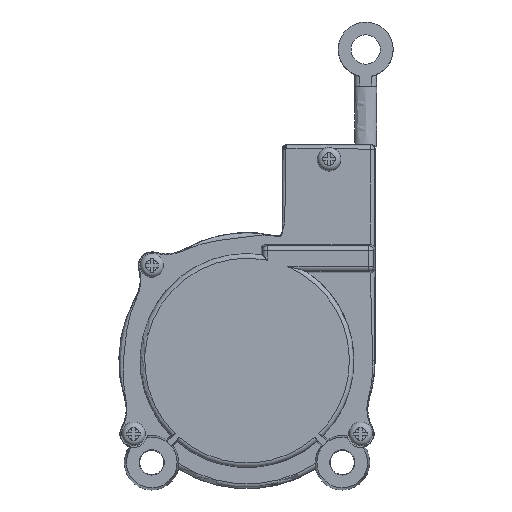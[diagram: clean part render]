
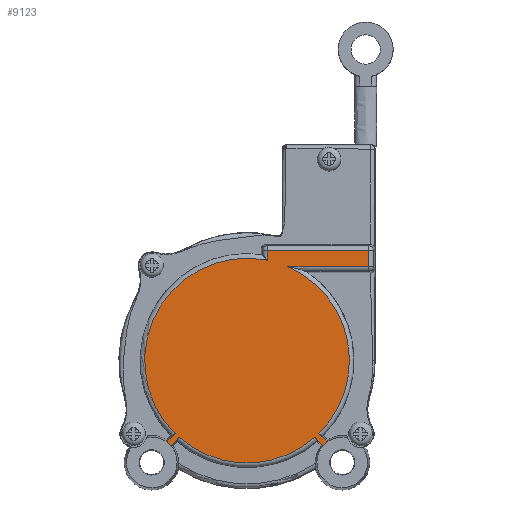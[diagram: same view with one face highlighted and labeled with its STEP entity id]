
A CAD part, top view. The second image highlights one B-rep face of the part: STEP entity #9123.
In plain terms, the highlighted planar face has unit normal (0, 0, 1).
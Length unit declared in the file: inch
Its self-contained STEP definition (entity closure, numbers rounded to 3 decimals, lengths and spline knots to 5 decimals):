
#7628=CARTESIAN_POINT('',(0.5463,-0.55621,0.408));
#7629=VERTEX_POINT('',#7628);
#7637=CARTESIAN_POINT('',(0.51845,-0.58226,0.408));
#7638=VERTEX_POINT('',#7637);
#7639=CARTESIAN_POINT('',(0.65,-0.695,0.408));
#7640=DIRECTION('',(0.0,0.0,1.0));
#7641=DIRECTION('',(-0.972,-0.237,0.0));
#7642=AXIS2_PLACEMENT_3D('',#7639,#7640,#7641);
#7643=CIRCLE('',#7642,0.17325);
#7644=EDGE_CURVE('',#7629,#7638,#7643,.T.);
#8555=CARTESIAN_POINT('',(-0.46336,-0.52335,0.408));
#8556=VERTEX_POINT('',#8555);
#8581=CARTESIAN_POINT('',(0.46336,-0.52335,0.408));
#8582=VERTEX_POINT('',#8581);
#8596=CARTESIAN_POINT('',(0.,0.,0.408));
#8597=DIRECTION('',(0.0,0.0,-1.0));
#8598=DIRECTION('',(-1.0,0.0,0.0));
#8599=AXIS2_PLACEMENT_3D('',#8596,#8597,#8598);
#8600=CIRCLE('',#8599,0.699);
#8601=EDGE_CURVE('',#8582,#8556,#8600,.T.);
#8622=CARTESIAN_POINT('',(0.27909,0.64087,0.408));
#8623=VERTEX_POINT('',#8622);
#8641=CARTESIAN_POINT('',(0.49121,-0.4973,0.408));
#8642=VERTEX_POINT('',#8641);
#8643=CARTESIAN_POINT('',(0.,0.,0.408));
#8644=DIRECTION('',(0.0,0.0,-1.0));
#8645=DIRECTION('',(-1.0,0.0,0.0));
#8646=AXIS2_PLACEMENT_3D('',#8643,#8644,#8645);
#8647=CIRCLE('',#8646,0.699);
#8648=EDGE_CURVE('',#8623,#8642,#8647,.T.);
#8828=CARTESIAN_POINT('',(-0.51845,-0.58226,0.408));
#8829=VERTEX_POINT('',#8828);
#8837=CARTESIAN_POINT('',(-0.5463,-0.55621,0.408));
#8838=VERTEX_POINT('',#8837);
#8839=CARTESIAN_POINT('',(-0.65,-0.695,0.408));
#8840=DIRECTION('',(0.0,0.0,1.0));
#8841=DIRECTION('',(-0.822,0.569,0.0));
#8842=AXIS2_PLACEMENT_3D('',#8839,#8840,#8841);
#8843=CIRCLE('',#8842,0.17325);
#8844=EDGE_CURVE('',#8829,#8838,#8843,.T.);
#8871=CARTESIAN_POINT('',(0.51845,-0.58226,0.408));
#8872=DIRECTION('',(-0.683,0.73,0.0));
#8873=VECTOR('',#8872,0.08065);
#8874=LINE('',#8871,#8873);
#8875=EDGE_CURVE('',#7638,#8582,#8874,.T.);
#8902=CARTESIAN_POINT('',(0.49121,-0.4973,0.408));
#8903=DIRECTION('',(0.683,-0.73,0.0));
#8904=VECTOR('',#8903,0.08065);
#8905=LINE('',#8902,#8904);
#8906=EDGE_CURVE('',#8642,#7629,#8905,.T.);
#8917=CARTESIAN_POINT('',(-0.46336,-0.52335,0.408));
#8918=DIRECTION('',(-0.683,-0.73,0.0));
#8919=VECTOR('',#8918,0.08065);
#8920=LINE('',#8917,#8919);
#8921=EDGE_CURVE('',#8556,#8829,#8920,.T.);
#8941=CARTESIAN_POINT('',(-0.49121,-0.4973,0.408));
#8942=VERTEX_POINT('',#8941);
#8972=CARTESIAN_POINT('',(-0.5463,-0.55621,0.408));
#8973=DIRECTION('',(0.683,0.73,0.0));
#8974=VECTOR('',#8973,0.08065);
#8975=LINE('',#8972,#8974);
#8976=EDGE_CURVE('',#8838,#8942,#8975,.T.);
#9048=CARTESIAN_POINT('',(0.13755,0.68533,0.408));
#9049=VERTEX_POINT('',#9048);
#9050=CARTESIAN_POINT('',(0.,0.,0.408));
#9051=DIRECTION('',(0.0,0.0,-1.0));
#9052=DIRECTION('',(-1.0,0.0,0.0));
#9053=AXIS2_PLACEMENT_3D('',#9050,#9051,#9052);
#9054=CIRCLE('',#9053,0.699);
#9055=EDGE_CURVE('',#8942,#9049,#9054,.T.);
#9077=CARTESIAN_POINT('',(0.,0.,0.408));
#9078=DIRECTION('',(0.0,0.0,1.0));
#9079=DIRECTION('',(1.0,0.0,0.0));
#9080=AXIS2_PLACEMENT_3D('',#9077,#9078,#9079);
#9081=PLANE('',#9080);
#9082=ORIENTED_EDGE('',*,*,#9055,.F.);
#9083=ORIENTED_EDGE('',*,*,#8976,.F.);
#9084=ORIENTED_EDGE('',*,*,#8844,.F.);
#9085=ORIENTED_EDGE('',*,*,#8921,.F.);
#9086=ORIENTED_EDGE('',*,*,#8601,.F.);
#9087=ORIENTED_EDGE('',*,*,#8875,.F.);
#9088=ORIENTED_EDGE('',*,*,#7644,.F.);
#9089=ORIENTED_EDGE('',*,*,#8906,.F.);
#9090=ORIENTED_EDGE('',*,*,#8648,.F.);
#9091=CARTESIAN_POINT('',(0.83082,0.64087,0.408));
#9092=VERTEX_POINT('',#9091);
#9093=CARTESIAN_POINT('',(0.83082,0.64087,0.408));
#9094=DIRECTION('',(-1.0,0.0,0.0));
#9095=VECTOR('',#9094,0.55173);
#9096=LINE('',#9093,#9095);
#9097=EDGE_CURVE('',#9092,#8623,#9096,.T.);
#9098=ORIENTED_EDGE('',*,*,#9097,.F.);
#9099=CARTESIAN_POINT('',(0.83082,0.75213,0.408));
#9100=VERTEX_POINT('',#9099);
#9101=CARTESIAN_POINT('',(0.83082,0.75213,0.408));
#9102=DIRECTION('',(0.0,-1.0,0.0));
#9103=VECTOR('',#9102,0.11127);
#9104=LINE('',#9101,#9103);
#9105=EDGE_CURVE('',#9100,#9092,#9104,.T.);
#9106=ORIENTED_EDGE('',*,*,#9105,.F.);
#9107=CARTESIAN_POINT('',(0.13755,0.75213,0.408));
#9108=VERTEX_POINT('',#9107);
#9109=CARTESIAN_POINT('',(0.13755,0.75213,0.408));
#9110=DIRECTION('',(1.0,0.0,0.0));
#9111=VECTOR('',#9110,0.69327);
#9112=LINE('',#9109,#9111);
#9113=EDGE_CURVE('',#9108,#9100,#9112,.T.);
#9114=ORIENTED_EDGE('',*,*,#9113,.F.);
#9115=CARTESIAN_POINT('',(0.13755,0.68533,0.408));
#9116=DIRECTION('',(0.0,1.0,0.0));
#9117=VECTOR('',#9116,0.0668);
#9118=LINE('',#9115,#9117);
#9119=EDGE_CURVE('',#9049,#9108,#9118,.T.);
#9120=ORIENTED_EDGE('',*,*,#9119,.F.);
#9121=EDGE_LOOP('',(#9082,#9083,#9084,#9085,#9086,#9087,#9088,#9089,#9090,#9098,#9106,#9114,#9120));
#9122=FACE_OUTER_BOUND('',#9121,.T.);
#9123=ADVANCED_FACE('',(#9122),#9081,.T.);
